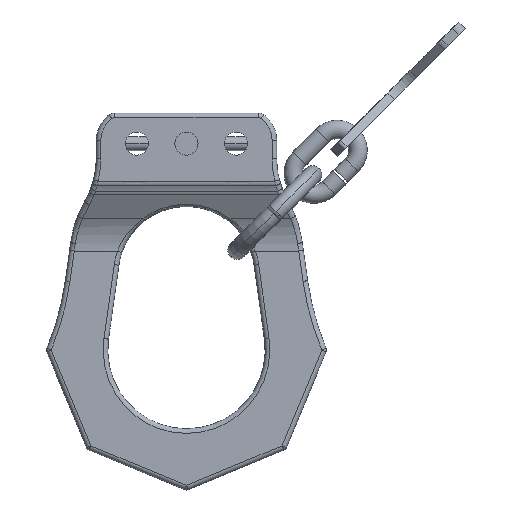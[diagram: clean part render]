
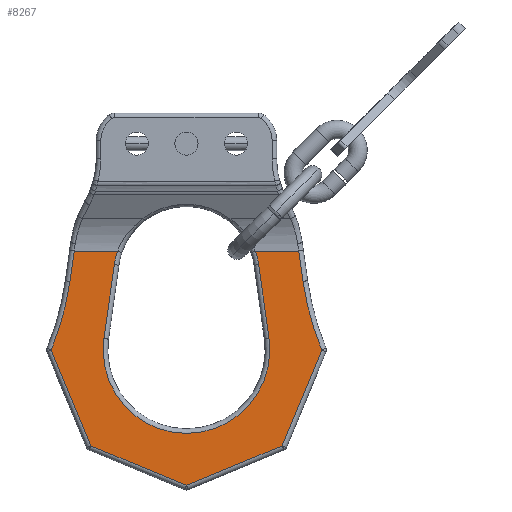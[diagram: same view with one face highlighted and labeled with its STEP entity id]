
A CAD part, front view. The second image highlights one B-rep face of the part: STEP entity #8267.
In plain terms, the highlighted planar face has unit normal (0, -1, 0).
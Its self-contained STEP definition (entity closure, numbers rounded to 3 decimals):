
#1497=CARTESIAN_POINT('',(24.26,-4.,21.383));
#1507=CARTESIAN_POINT('',(-14.881,-4.,
21.382));
#1848=CARTESIAN_POINT('',(0.,-4.,16.263));
#1849=DIRECTION('',(0.,-1.,0.));
#1850=DIRECTION('',(0.99,0.,0.139));
#1851=AXIS2_PLACEMENT_3D('',#1848,#1849,#1850);
#1853=DIRECTION('',(-1.,0.,0.));
#1854=VECTOR('',#1853,9.38);
#1855=CARTESIAN_POINT('',(24.26,-4.,21.383));
#1856=LINE('',#1855,#1854);
#1857=DIRECTION('',(0.139,0.,-0.99));
#1858=VECTOR('',#1857,6.603);
#1859=CARTESIAN_POINT('',(24.26,-4.,21.383));
#1860=LINE('',#1859,#1858);
#1861=CARTESIAN_POINT('',(85.586,-4.,23.333));
#1862=DIRECTION('',(0.,-1.,0.));
#1863=DIRECTION('',(-0.99,0.,-0.139));
#1864=AXIS2_PLACEMENT_3D('',#1861,#1862,#1863);
#1866=DIRECTION('',(-0.383,0.,-0.924));
#1867=VECTOR('',#1866,22.368);
#1868=CARTESIAN_POINT('',(29.225,-4.,0.));
#1869=LINE('',#1868,#1867);
#1870=DIRECTION('',(-0.924,0.,-0.383));
#1871=VECTOR('',#1870,22.368);
#1872=CARTESIAN_POINT('',(20.665,-4.,-20.665));
#1873=LINE('',#1872,#1871);
#1874=DIRECTION('',(-0.924,0.,0.383));
#1875=VECTOR('',#1874,22.368);
#1876=CARTESIAN_POINT('',(0.,-4.,-29.225));
#1877=LINE('',#1876,#1875);
#1878=DIRECTION('',(-0.383,0.,0.924));
#1879=VECTOR('',#1878,22.368);
#1880=CARTESIAN_POINT('',(-20.665,-4.,-20.665));
#1881=LINE('',#1880,#1879);
#1882=CARTESIAN_POINT('',(-85.586,-4.,23.333));
#1883=DIRECTION('',(0.,-1.,0.));
#1884=DIRECTION('',(0.924,0.,-0.383));
#1885=AXIS2_PLACEMENT_3D('',#1882,#1883,#1884);
#1887=DIRECTION('',(0.139,0.,0.99));
#1888=VECTOR('',#1887,6.603);
#1889=CARTESIAN_POINT('',(-25.179,-4.,14.844));
#1890=LINE('',#1889,#1888);
#1891=DIRECTION('',(-1.,0.,0.));
#1892=VECTOR('',#1891,9.38);
#1893=CARTESIAN_POINT('',(-14.881,-4.,
21.382));
#1894=LINE('',#1893,#1892);
#1895=CARTESIAN_POINT('',(0.,-4.,16.263));
#1896=DIRECTION('',(0.,-1.,0.));
#1897=DIRECTION('',(-0.946,0.,0.325));
#1898=AXIS2_PLACEMENT_3D('',#1895,#1896,#1897);
#1900=DIRECTION('',(-0.139,0.,-0.99));
#1901=VECTOR('',#1900,16.105);
#1902=CARTESIAN_POINT('',(-15.583,-4.,18.454));
#1903=LINE('',#1902,#1901);
#1904=CARTESIAN_POINT('',(0.,-4.,0.));
#1905=DIRECTION('',(0.,-1.,0.));
#1906=DIRECTION('',(-0.99,0.,0.139));
#1907=AXIS2_PLACEMENT_3D('',#1904,#1905,#1906);
#1909=DIRECTION('',(-0.139,0.,0.99));
#1910=VECTOR('',#1909,16.105);
#1911=CARTESIAN_POINT('',(17.825,-4.,2.505));
#1912=LINE('',#1911,#1910);
#5181=CARTESIAN_POINT('',(25.179,-4.,14.844));
#5182=CARTESIAN_POINT('',(29.225,-4.,0.));
#5183=VERTEX_POINT('',#5181);
#5184=VERTEX_POINT('',#5182);
#5189=CARTESIAN_POINT('',(20.665,-4.,-20.665));
#5190=VERTEX_POINT('',#5189);
#5195=CARTESIAN_POINT('',(0.,-4.,-29.225));
#5196=VERTEX_POINT('',#5195);
#5201=CARTESIAN_POINT('',(-20.665,-4.,-20.665));
#5202=VERTEX_POINT('',#5201);
#5207=CARTESIAN_POINT('',(-29.225,-4.,0.));
#5208=VERTEX_POINT('',#5207);
#5213=CARTESIAN_POINT('',(-25.179,-4.,14.844));
#5214=VERTEX_POINT('',#5213);
#5217=CARTESIAN_POINT('',(-24.26,-4.,
21.383));
#5218=VERTEX_POINT('',#5217);
#5282=VERTEX_POINT('',#1497);
#5417=CARTESIAN_POINT('',(15.583,-4.,18.454));
#5418=CARTESIAN_POINT('',(14.881,-4.,21.382));
#5419=VERTEX_POINT('',#5417);
#5420=VERTEX_POINT('',#5418);
#5426=VERTEX_POINT('',#1507);
#5429=CARTESIAN_POINT('',(-15.583,-4.,18.454));
#5430=VERTEX_POINT('',#5429);
#5433=CARTESIAN_POINT('',(-17.825,-4.,2.505));
#5434=VERTEX_POINT('',#5433);
#5437=CARTESIAN_POINT('',(17.825,-4.,2.505));
#5438=VERTEX_POINT('',#5437);
#8235=CARTESIAN_POINT('',(36.272,-4.,21.383));
#8236=DIRECTION('',(0.,-1.,0.));
#8237=DIRECTION('',(0.,0.,-1.));
#8238=AXIS2_PLACEMENT_3D('',#8235,#8236,#8237);
#8239=PLANE('',#8238);
#8240=ORIENTED_EDGE('',*,*,#7448,.T.);
#8241=ORIENTED_EDGE('',*,*,#7510,.F.);
#8243=ORIENTED_EDGE('',*,*,#8242,.T.);
#8245=ORIENTED_EDGE('',*,*,#8244,.T.);
#8247=ORIENTED_EDGE('',*,*,#8246,.T.);
#8249=ORIENTED_EDGE('',*,*,#8248,.T.);
#8251=ORIENTED_EDGE('',*,*,#8250,.T.);
#8253=ORIENTED_EDGE('',*,*,#8252,.T.);
#8255=ORIENTED_EDGE('',*,*,#8254,.T.);
#8256=ORIENTED_EDGE('',*,*,#8196,.T.);
#8257=ORIENTED_EDGE('',*,*,#7522,.F.);
#8259=ORIENTED_EDGE('',*,*,#8258,.T.);
#8261=ORIENTED_EDGE('',*,*,#8260,.T.);
#8263=ORIENTED_EDGE('',*,*,#8262,.T.);
#8264=ORIENTED_EDGE('',*,*,#7433,.T.);
#8265=EDGE_LOOP('',(#8240,#8241,#8243,#8245,#8247,#8249,#8251,#8253,#8255,#8256,
#8257,#8259,#8261,#8263,#8264));
#8266=FACE_OUTER_BOUND('',#8265,.F.);
#8267=ADVANCED_FACE('',(#8266),#8239,.T.);
#1852=CIRCLE('',#1851,15.737);
#1865=CIRCLE('',#1864,61.);
#1886=CIRCLE('',#1885,61.);
#1899=CIRCLE('',#1898,15.737);
#1908=CIRCLE('',#1907,18.);
#7433=EDGE_CURVE('',#5438,#5419,#1912,.T.);
#7448=EDGE_CURVE('',#5419,#5420,#1852,.T.);
#7510=EDGE_CURVE('',#5282,#5420,#1856,.T.);
#7522=EDGE_CURVE('',#5426,#5218,#1894,.T.);
#8196=EDGE_CURVE('',#5214,#5218,#1890,.T.);
#8242=EDGE_CURVE('',#5282,#5183,#1860,.T.);
#8244=EDGE_CURVE('',#5183,#5184,#1865,.T.);
#8246=EDGE_CURVE('',#5184,#5190,#1869,.T.);
#8248=EDGE_CURVE('',#5190,#5196,#1873,.T.);
#8250=EDGE_CURVE('',#5196,#5202,#1877,.T.);
#8252=EDGE_CURVE('',#5202,#5208,#1881,.T.);
#8254=EDGE_CURVE('',#5208,#5214,#1886,.T.);
#8258=EDGE_CURVE('',#5426,#5430,#1899,.T.);
#8260=EDGE_CURVE('',#5430,#5434,#1903,.T.);
#8262=EDGE_CURVE('',#5434,#5438,#1908,.T.);
